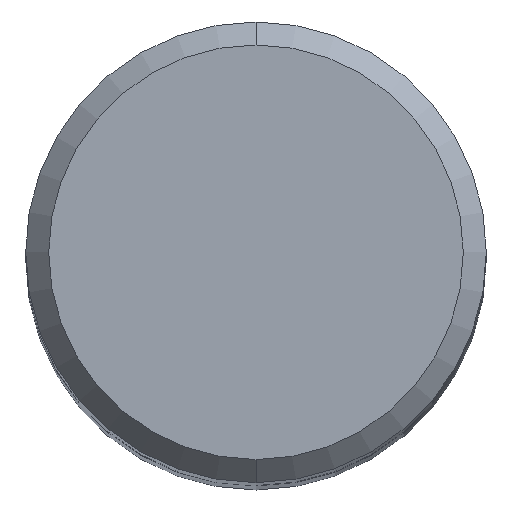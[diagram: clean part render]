
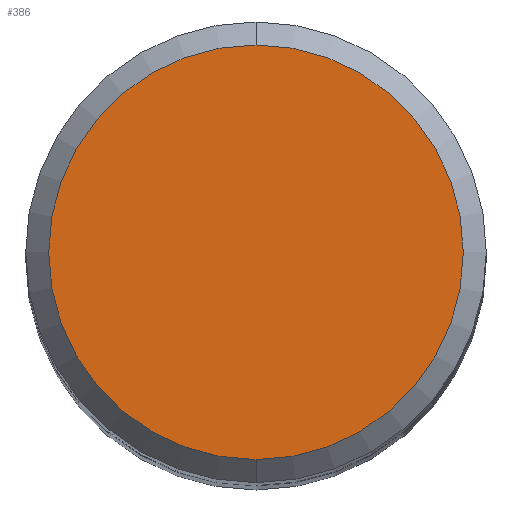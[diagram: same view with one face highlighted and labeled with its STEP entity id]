
A CAD part, top view. The second image highlights one B-rep face of the part: STEP entity #386.
In plain terms, the highlighted planar face has unit normal (0, 0, 1).
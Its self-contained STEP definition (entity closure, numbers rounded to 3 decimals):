
#188=VERTEX_POINT('',#468);
#202=EDGE_CURVE('',#390,#188,#482,.T.);
#386=ADVANCED_FACE('',(#687),#688,.T.);
#390=VERTEX_POINT('',#693);
#396=EDGE_CURVE('',#188,#390,#699,.T.);
#468=CARTESIAN_POINT('',(0.,-5.4,0.0));
#482=CIRCLE('',#856,5.4);
#687=FACE_OUTER_BOUND('',#1306,.T.);
#688=PLANE('',#1307);
#693=CARTESIAN_POINT('',(0.0,5.4,0.0));
#699=CIRCLE('',#1321,5.4);
#856=AXIS2_PLACEMENT_3D('',#1423,#1424,#1425);
#1306=EDGE_LOOP('',(#1665,#1666));
#1307=AXIS2_PLACEMENT_3D('',#1667,#1668,#1669);
#1321=AXIS2_PLACEMENT_3D('',#1680,#1681,#1682);
#1423=CARTESIAN_POINT('',(0.0,0.0,0.0));
#1424=DIRECTION('',(0.0,0.0,-1.0));
#1425=DIRECTION('',(0.0,1.0,0.0));
#1665=ORIENTED_EDGE('',*,*,#202,.F.);
#1666=ORIENTED_EDGE('',*,*,#396,.F.);
#1667=CARTESIAN_POINT('',(0.0,2.7,0.0));
#1668=DIRECTION('',(-0.0,0.0,1.0));
#1669=DIRECTION('',(0.0,-1.0,0.0));
#1680=CARTESIAN_POINT('',(0.0,0.0,0.0));
#1681=DIRECTION('',(0.0,0.0,-1.0));
#1682=DIRECTION('',(0.0,1.0,0.0));
